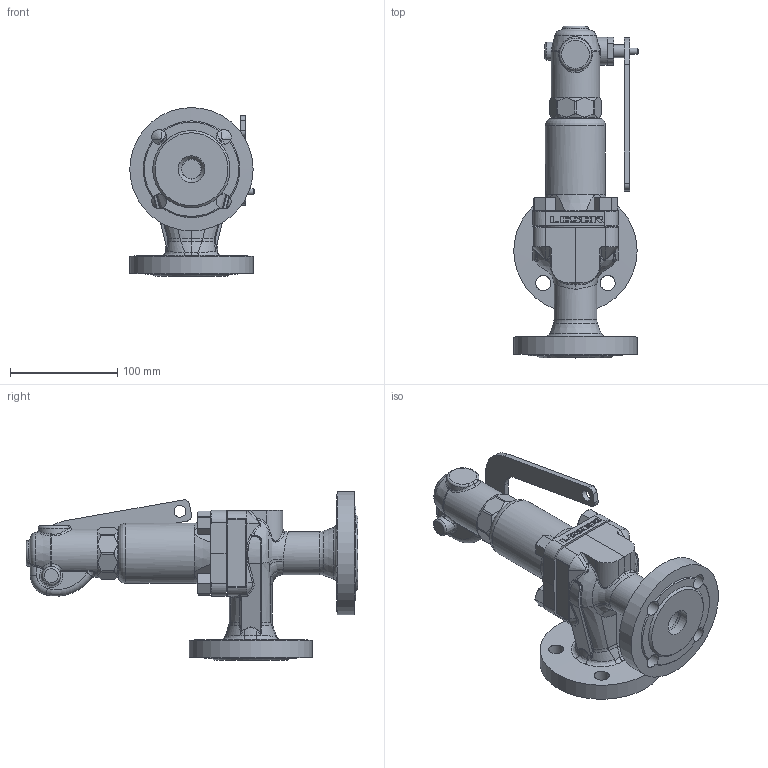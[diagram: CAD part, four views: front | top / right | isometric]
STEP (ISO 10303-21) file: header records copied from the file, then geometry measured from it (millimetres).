
FILE_DESCRIPTION(/* description */ (''),/* implementation_level */ '2;1');
FILE_NAME(/* name */ 'AT4519_105875.step',/* time_stamp */ '2025-08-06T15:05:56+02:00',/* author */ (''),/* organization */ (''),/* preprocessor_version */ 'ST-DEVELOPER v20.1',/* originating_system */ 'Autodesk Translation Framework v14.10.0.0',/* authorisation */ '');
FILE_SCHEMA (('AUTOMOTIVE_DESIGN { 1 0 10303 214 3 1 1 }'));
Products named in the file (9): 10000524293_G3D_000_ASM; 10000460665_G3D_000; 10000491425_G3D_000; 10000491426_G3D_000_ASM; 10000491427_G3D_000; 10000491428_G3D_000; 10000491429_G3D_000; 10000491430_G3D_000; 10000460672_G3D_000
Assembly tree (11 placements, depth 3):
  10000524293_G3D_000_ASM
    10000460665_G3D_000
    10000491425_G3D_000
    10000491426_G3D_000_ASM
      10000491427_G3D_000
      10000491428_G3D_000
      10000491429_G3D_000
      10000491430_G3D_000
    10000460672_G3D_000  x4
Bounding box: 116 x 309.5 x 157.5 mm (x, y, z)
Volume: 804986.9 mm3; surface area: 207858.5 mm2
Topology: 10 solids, 10 shells, 743 faces, 1840 edges, 1126 vertices
Faces by surface type: bspline 243, plane 200, cylinder 149, cone 87, torus 47, sphere 17
Full cylindrical faces by diameter (mm): 6 x1, 8.1 x1, 11 x1, 12 x6, 12.3 x3, 14 x12, 15 x1, 18 x1, 18.5 x1, 20.955 x2, 20.956 x1, 23 x1, 25 x2, 26 x3, 33 x2, 33.5 x1, 37 x1, 40 x1, 45 x2, 47 x1, 48 x1, 54 x1, 56 x1, 60 x2, 115 x2
Entity records: 53292 total; most frequent: CARTESIAN_POINT 38965, ORIENTED_EDGE 3296, DIRECTION 2499, EDGE_CURVE 1648, AXIS2_PLACEMENT_3D 1024, VERTEX_POINT 1012, EDGE_LOOP 714, FACE_OUTER_BOUND 662
